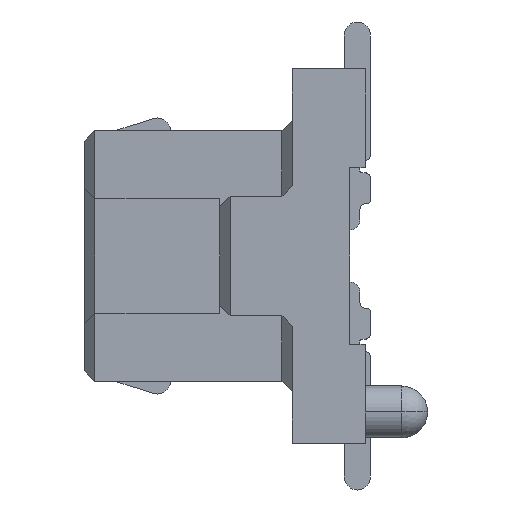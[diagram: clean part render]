
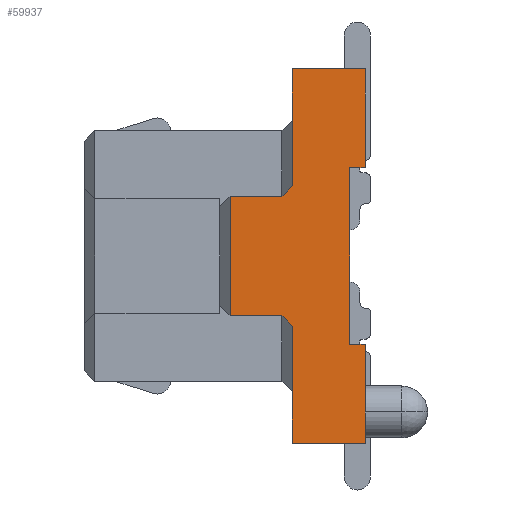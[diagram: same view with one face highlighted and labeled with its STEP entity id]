
A CAD part, left-side view. The second image highlights one B-rep face of the part: STEP entity #59937.
In plain terms, the highlighted planar face has unit normal (-1, 0, 0).
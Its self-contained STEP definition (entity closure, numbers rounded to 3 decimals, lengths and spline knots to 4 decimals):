
#25=DIRECTION('',(0.,0.,1.));
#26=VECTOR('',#25,0.95);
#27=CARTESIAN_POINT('',(-11.05,0.,0.85));
#28=LINE('',#27,#26);
#43=DIRECTION('',(0.,0.,1.));
#44=VECTOR('',#43,0.65);
#45=CARTESIAN_POINT('',(-11.05,0.,-1.5));
#46=LINE('',#45,#44);
#59=DIRECTION('',(0.,0.,1.));
#60=VECTOR('',#59,0.3);
#61=CARTESIAN_POINT('',(-11.05,0.,-1.8));
#62=LINE('',#61,#60);
#11481=DIRECTION('',(0.,1.,0.));
#11482=VECTOR('',#11481,0.7);
#11483=CARTESIAN_POINT('',(-11.05,0.,1.8));
#11484=LINE('',#11483,#11482);
#11865=DIRECTION('',(0.,1.,0.));
#11866=VECTOR('',#11865,0.7);
#11867=CARTESIAN_POINT('',(-11.05,0.,-1.8));
#11868=LINE('',#11867,#11866);
#11869=DIRECTION('',(0.,0.,1.));
#11870=VECTOR('',#11869,1.125);
#11871=CARTESIAN_POINT('',(-11.05,0.7,-1.8));
#11872=LINE('',#11871,#11870);
#11873=DIRECTION('',(0.,-1.,0.));
#11874=VECTOR('',#11873,0.5);
#11875=CARTESIAN_POINT('',(-11.05,1.3,-0.575));
#11876=LINE('',#11875,#11874);
#11877=DIRECTION('',(0.,0.,-1.));
#11878=VECTOR('',#11877,1.15);
#11879=CARTESIAN_POINT('',(-11.05,1.3,0.575));
#11880=LINE('',#11879,#11878);
#11881=DIRECTION('',(0.,-1.,0.));
#11882=VECTOR('',#11881,0.5);
#11883=CARTESIAN_POINT('',(-11.05,1.3,0.575));
#11884=LINE('',#11883,#11882);
#11885=DIRECTION('',(0.,0.,1.));
#11886=VECTOR('',#11885,1.125);
#11887=CARTESIAN_POINT('',(-11.05,0.7,0.675));
#11888=LINE('',#11887,#11886);
#11889=DIRECTION('',(0.,1.,0.));
#11890=VECTOR('',#11889,0.15);
#11891=CARTESIAN_POINT('',(-11.05,0.,0.85));
#11892=LINE('',#11891,#11890);
#11893=DIRECTION('',(0.,0.,1.));
#11894=VECTOR('',#11893,1.7);
#11895=CARTESIAN_POINT('',(-11.05,0.15,-0.85));
#11896=LINE('',#11895,#11894);
#11897=DIRECTION('',(0.,1.,0.));
#11898=VECTOR('',#11897,0.15);
#11899=CARTESIAN_POINT('',(-11.05,0.,-0.85));
#11900=LINE('',#11899,#11898);
#11901=DIRECTION('',(0.,-0.707,-0.707));
#11902=VECTOR('',#11901,0.1414);
#11903=CARTESIAN_POINT('',(-11.05,0.8,-0.575));
#11904=LINE('',#11903,#11902);
#12021=DIRECTION('',(0.,0.707,-0.707));
#12022=VECTOR('',#12021,0.1414);
#12023=CARTESIAN_POINT('',(-11.05,0.7,0.675));
#12024=LINE('',#12023,#12022);
#37445=CARTESIAN_POINT('',(-11.05,0.7,1.8));
#37447=VERTEX_POINT('',#37445);
#37450=CARTESIAN_POINT('',(-11.05,0.7,-1.8));
#37452=VERTEX_POINT('',#37450);
#37453=CARTESIAN_POINT('',(-11.05,0.,-1.8));
#37454=VERTEX_POINT('',#37453);
#37455=CARTESIAN_POINT('',(-11.05,0.,1.8));
#37456=VERTEX_POINT('',#37455);
#37554=CARTESIAN_POINT('',(-11.05,1.3,0.575));
#37556=VERTEX_POINT('',#37554);
#37563=CARTESIAN_POINT('',(-11.05,1.3,-0.575));
#37564=VERTEX_POINT('',#37563);
#37593=CARTESIAN_POINT('',(-11.05,0.8,-0.575));
#37594=CARTESIAN_POINT('',(-11.05,0.7,-0.675));
#37595=VERTEX_POINT('',#37593);
#37596=VERTEX_POINT('',#37594);
#37601=CARTESIAN_POINT('',(-11.05,0.8,0.575));
#37602=VERTEX_POINT('',#37601);
#37603=CARTESIAN_POINT('',(-11.05,0.7,0.675));
#37604=VERTEX_POINT('',#37603);
#37615=CARTESIAN_POINT('',(-11.05,0.,0.85));
#37616=VERTEX_POINT('',#37615);
#37617=CARTESIAN_POINT('',(-11.05,0.,-0.85));
#37619=VERTEX_POINT('',#37617);
#37629=CARTESIAN_POINT('',(-11.05,0.15,-0.85));
#37630=CARTESIAN_POINT('',(-11.05,0.15,0.85));
#37631=VERTEX_POINT('',#37629);
#37632=VERTEX_POINT('',#37630);
#37653=CARTESIAN_POINT('',(-11.05,0.,-1.5));
#37655=VERTEX_POINT('',#37653);
#59909=CARTESIAN_POINT('',(-11.05,0.,-1.8));
#59910=DIRECTION('',(-1.,0.,0.));
#59911=DIRECTION('',(0.,0.,1.));
#59912=AXIS2_PLACEMENT_3D('',#59909,#59910,#59911);
#59913=PLANE('',#59912);
#59914=ORIENTED_EDGE('',*,*,#49258,.F.);
#59915=ORIENTED_EDGE('',*,*,#49536,.T.);
#59916=ORIENTED_EDGE('',*,*,#51797,.T.);
#59918=ORIENTED_EDGE('',*,*,#59917,.F.);
#59920=ORIENTED_EDGE('',*,*,#59919,.F.);
#59922=ORIENTED_EDGE('',*,*,#59921,.F.);
#59924=ORIENTED_EDGE('',*,*,#59923,.T.);
#59926=ORIENTED_EDGE('',*,*,#59925,.F.);
#59927=ORIENTED_EDGE('',*,*,#52455,.T.);
#59928=ORIENTED_EDGE('',*,*,#59677,.F.);
#59929=ORIENTED_EDGE('',*,*,#49234,.F.);
#59931=ORIENTED_EDGE('',*,*,#59930,.T.);
#59932=ORIENTED_EDGE('',*,*,#59849,.F.);
#59933=ORIENTED_EDGE('',*,*,#59902,.F.);
#59934=ORIENTED_EDGE('',*,*,#49250,.F.);
#59935=EDGE_LOOP('',(#59914,#59915,#59916,#59918,#59920,#59922,#59924,#59926,
#59927,#59928,#59929,#59931,#59932,#59933,#59934));
#59936=FACE_OUTER_BOUND('',#59935,.F.);
#49234=EDGE_CURVE('',#37616,#37456,#28,.T.);
#49250=EDGE_CURVE('',#37655,#37619,#46,.T.);
#49258=EDGE_CURVE('',#37454,#37655,#62,.T.);
#49536=EDGE_CURVE('',#37454,#37452,#11868,.T.);
#51797=EDGE_CURVE('',#37452,#37596,#11872,.T.);
#52455=EDGE_CURVE('',#37604,#37447,#11888,.T.);
#59677=EDGE_CURVE('',#37456,#37447,#11484,.T.);
#59849=EDGE_CURVE('',#37631,#37632,#11896,.T.);
#59902=EDGE_CURVE('',#37619,#37631,#11900,.T.);
#59917=EDGE_CURVE('',#37595,#37596,#11904,.T.);
#59919=EDGE_CURVE('',#37564,#37595,#11876,.T.);
#59921=EDGE_CURVE('',#37556,#37564,#11880,.T.);
#59923=EDGE_CURVE('',#37556,#37602,#11884,.T.);
#59925=EDGE_CURVE('',#37604,#37602,#12024,.T.);
#59930=EDGE_CURVE('',#37616,#37632,#11892,.T.);
#59937=ADVANCED_FACE('',(#59936),#59913,.T.);
